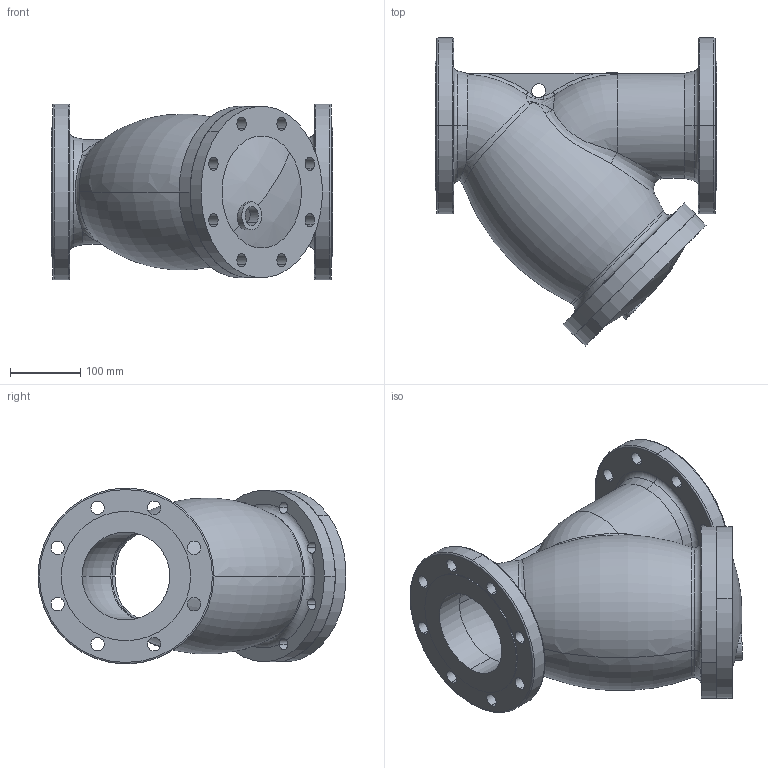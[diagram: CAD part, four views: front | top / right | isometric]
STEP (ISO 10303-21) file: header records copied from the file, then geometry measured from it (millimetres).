
FILE_DESCRIPTION (( 'STEP AP214' ), '1' );
FILE_NAME ('125.STEP', '2023-04-07T08:56:59', ( '' ), ( '' ), 'SwSTEP 2.0', 'SolidWorks 2023', '' );
FILE_SCHEMA (( 'AUTOMOTIVE_DESIGN' ));
Length unit declared in the file: millimetre
Products named in the file (3): 125; 零件2; 零件1
Assembly tree (2 placements, depth 2):
  125
    零件1
    零件2
Bounding box: 400 x 437.92 x 250 mm (x, y, z)
Volume: 6296602.9 mm3; surface area: 896870.3 mm2
Topology: 2 solids, 2 shells, 253 faces, 692 edges, 450 vertices
Faces by surface type: cylinder 101, plane 78, torus 38, bspline 27, cone 5, sphere 4
Entity records: 12380 total; most frequent: CARTESIAN_POINT 5904, ORIENTED_EDGE 1384, DIRECTION 1295, EDGE_CURVE 692, AXIS2_PLACEMENT_3D 559, VERTEX_POINT 450, EDGE_LOOP 332, CIRCLE 328
